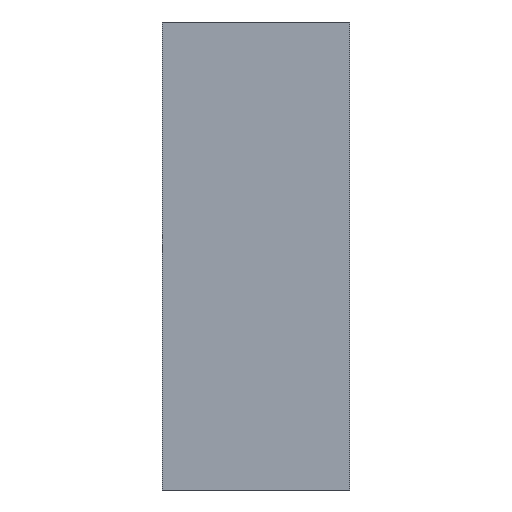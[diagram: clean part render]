
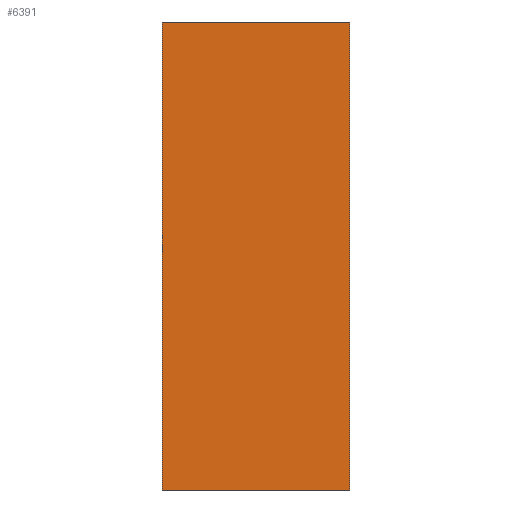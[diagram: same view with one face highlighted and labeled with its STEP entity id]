
A CAD part, left-side view. The second image highlights one B-rep face of the part: STEP entity #6391.
In plain terms, the highlighted planar face has unit normal (-1, 0, 0).
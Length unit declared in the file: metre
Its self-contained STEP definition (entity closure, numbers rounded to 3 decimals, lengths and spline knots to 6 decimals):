
#1176=ORIENTED_EDGE('',*,*,#2864,.T.);
#1177=ORIENTED_EDGE('',*,*,#2199,.F.);
#1178=ORIENTED_EDGE('',*,*,#2865,.F.);
#1179=ORIENTED_EDGE('',*,*,#2193,.T.);
#2193=EDGE_CURVE('',#3130,#3133,#3758,.T.);
#2199=EDGE_CURVE('',#3139,#3136,#3762,.T.);
#2864=EDGE_CURVE('',#3133,#3136,#4290,.T.);
#2865=EDGE_CURVE('',#3130,#3139,#4291,.T.);
#3130=VERTEX_POINT('',#8858);
#3133=VERTEX_POINT('',#8863);
#3136=VERTEX_POINT('',#8871);
#3139=VERTEX_POINT('',#8876);
#3758=LINE('',#8864,#4494);
#3762=LINE('',#8877,#4498);
#4290=LINE('',#10236,#5026);
#4291=LINE('',#10237,#5027);
#4494=VECTOR('',#7073,1.);
#4498=VECTOR('',#7083,1.);
#5026=VECTOR('',#8289,1.);
#5027=VECTOR('',#8290,1.);
#5378=EDGE_LOOP('',(#1176,#1177,#1178,#1179));
#5750=FACE_BOUND('',#5378,.T.);
#6115=PLANE('',#6842);
#6391=ADVANCED_FACE('',(#5750),#6115,.F.);
#6842=AXIS2_PLACEMENT_3D('',#10235,#8287,#8288);
#7073=DIRECTION('',(0.,1.,0.));
#7083=DIRECTION('',(0.,1.,0.));
#8287=DIRECTION('',(1.,0.,0.));
#8288=DIRECTION('',(0.,0.,-1.));
#8289=DIRECTION('',(0.,0.,-1.));
#8290=DIRECTION('',(0.,0.,-1.));
#8858=CARTESIAN_POINT('',(-0.065,-0.02,0.025));
#8863=CARTESIAN_POINT('',(-0.065,0.,0.025));
#8864=CARTESIAN_POINT('',(-0.065,-0.02,0.025));
#8871=CARTESIAN_POINT('',(-0.065,0.,-0.025));
#8876=CARTESIAN_POINT('',(-0.065,-0.02,-0.025));
#8877=CARTESIAN_POINT('',(-0.065,-0.02,-0.025));
#10235=CARTESIAN_POINT('',(-0.065,-0.02,0.));
#10236=CARTESIAN_POINT('',(-0.065,0.,0.));
#10237=CARTESIAN_POINT('',(-0.065,-0.02,0.));
